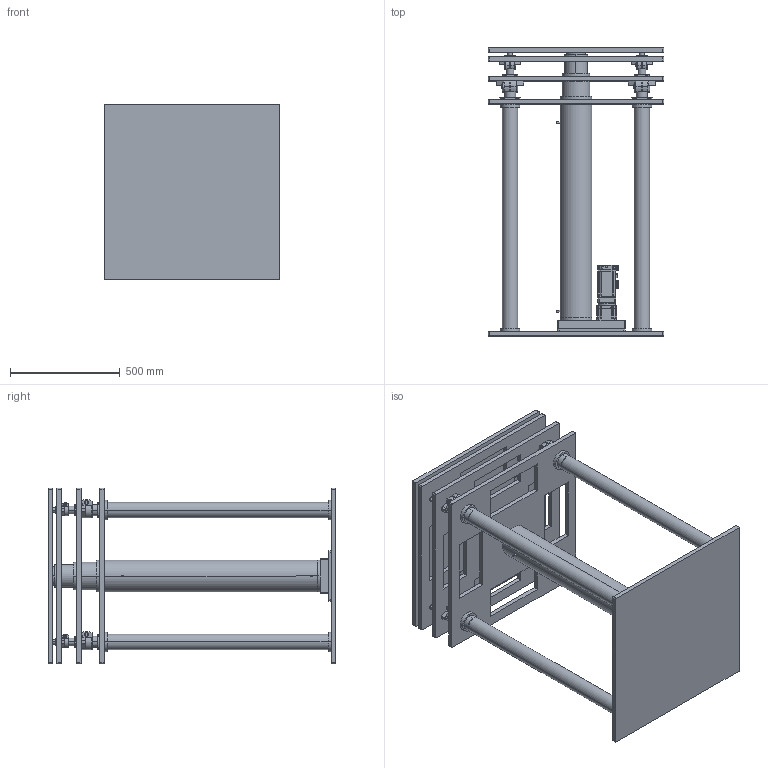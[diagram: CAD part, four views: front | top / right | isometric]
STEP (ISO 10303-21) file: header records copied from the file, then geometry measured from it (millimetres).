
FILE_DESCRIPTION (( 'STEP AP203' ), '1' );
FILE_NAME ('RLDSJ145-15HB-6KN-R2700-S3-50mm-s.STEP', '2025-01-03T00:50:49', ( '微软用户' ), ( '微软中国' ), 'SwSTEP 2.0', 'SolidWorks 2022', '' );
FILE_SCHEMA (( 'CONFIG_CONTROL_DESIGN' ));
Length unit declared in the file: millimetre
Products named in the file (55): 复件 240222-ZQ-35导柱^RLDSJ145-15HB-6KN-R2700-S3-50mm-s; 复件 240222-ZQ-50导柱^RLDSJ145-15HB-6KN-R2700-S3-50mm-s; 复件 240222-ZQ-143多节缸箱体盖板^RLDSJ145-15HB-6KN-R2700-S3-50mm-s; 复件 零件^RLDSJ145-15HB-6KN-R2700-S3-50mm-s; 1-295230_1_1_1.stp; _1-SO-740050001_1_1_1.stp; 复件 240222-ZQ-70导柱^RLDSJ145-15HB-6KN-R2700-S3-50mm-s; MS1H4-75B30CB-(x)334Z.stp; RLDSJ145-15HB-6KN-R2700-S3-50mm-s; 22060240_3_1_1_1.stp; 复件 240222-ZQ-143缸多节缸第二节缸筒^RLDSJ145-15HB-6KN-R2700-S3-50mm-s; 复件 SHHSA-35^RLDSJ145-15HB-6KN-R2700-S3-50mm-s; _1-SO-417760001_1_1_1.stp; 复件 240222-ZQ-143缸多节缸第四节缸筒^RLDSJ145-15HB-6KN-R2700-S3-50mm-s; 复件 底板^RLDSJ145-15HB-6KN-R2700-S3-50mm-s; 复件 OLBM-D20-L50^RLDSJ145-15HB-6KN-R2700-S3-50mm-s; 31090527--1-SOL000_1_1_1_1.stp; 21E8-005-1073-P4_1_1_1_1.stp; _1-SO-158220001_1_1_1.stp; 复件 OLBM-D35-L50^RLDSJ145-15HB-6KN-R2700-S3-50mm-s; _1-SO-731880001_1_1_1.stp; 复件 240222-ZQ-143缸多节缸轴承座^RLDSJ145-15HB-6KN-R2700-S3-50mm-s; 复件 SHHSA-50_base^复件 SHHSA-50_RLDSJ145-15HB-6KN-R2700-S3-50mm-s; _1-SO-403340001_1_1_1.stp; MS1H4-75B30CB-A334Z_ASM_1-37904_ASM.stp; 31740002--1-SOLI00_1_1_1_1.stp; _1-SO-404410001_1_1_1.stp; 复件 SHHSA-50^RLDSJ145-15HB-6KN-R2700-S3-50mm-s; _1-SO-742120001_1_1_1.stp; _1-SO-421760001_1_1_1.stp; _1-SO-95990001_1_1_1.stp; _1-SO-573050001_1_1_1.stp; 复件 SHHSA_SCA-M12-L50^复件 SHHSA-50_RLDSJ145-15HB-6KN-R2700-S3-50mm-s; 复件 240222-ZQ-20导柱^RLDSJ145-15HB-6KN-R2700-S3-50mm-s; 30_1_1_1_1.stp; 复件 OLBM-D50-L70^RLDSJ145-15HB-6KN-R2700-S3-50mm-s; PGH90-L1-19-70-90-M6-A22; MS1H4-75B30CB-A334Z_ASM_1-37940_ASM.stp; 22010113--1-SOLI00_1_1_1_1.stp; 1-543110_1_1_1.stp ...
Assembly tree (89 placements, depth 8):
  RLDSJ145-15HB-6KN-R2700-S3-50mm-s
    复件 240222-ZQ-143多节缸箱体盖板^RLDSJ145-15HB-6KN-R2700-S3-50mm-s
    复件 240222-ZQ-143缸多节缸第二节缸筒^RLDSJ145-15HB-6KN-R2700-S3-50mm-s
    复件 240222-ZQ-143缸多节缸第三节缸筒1^RLDSJ145-15HB-6KN-R2700-S3-50mm-s
    复件 240222-ZQ-143缸多节缸第四节缸筒^RLDSJ145-15HB-6KN-R2700-S3-50mm-s
    复件 240222-ZQ-143缸多节缸第一节缸筒^RLDSJ145-15HB-6KN-R2700-S3-50mm-s
    复件 240222-ZQ-143缸多节缸轴承座^RLDSJ145-15HB-6KN-R2700-S3-50mm-s
    复件 底板^RLDSJ145-15HB-6KN-R2700-S3-50mm-s
    复件 240222-ZQ-20导柱^RLDSJ145-15HB-6KN-R2700-S3-50mm-s  x4
    复件 240222-ZQ-35导柱^RLDSJ145-15HB-6KN-R2700-S3-50mm-s  x4
    复件 240222-ZQ-50导柱^RLDSJ145-15HB-6KN-R2700-S3-50mm-s  x4
    复件 240222-ZQ-70导柱^RLDSJ145-15HB-6KN-R2700-S3-50mm-s  x4
    复件 零件^RLDSJ145-15HB-6KN-R2700-S3-50mm-s  x8
    复件 OLBM-D20-L50^RLDSJ145-15HB-6KN-R2700-S3-50mm-s  x4
    复件 OLBM-D35-L50^RLDSJ145-15HB-6KN-R2700-S3-50mm-s  x4
    复件 OLBM-D50-L70^RLDSJ145-15HB-6KN-R2700-S3-50mm-s  x4
    复件 SHHSA-35^RLDSJ145-15HB-6KN-R2700-S3-50mm-s  x4
      复件 SHHSA-35_base^复件 SHHSA-35_RLDSJ145-15HB-6KN-R2700-S3-50mm-s
      复件 SHHSA_SCA-M8-L35^复件 SHHSA-35_RLDSJ145-15HB-6KN-R2700-S3-50mm-s
    复件 SHHSA-50^RLDSJ145-15HB-6KN-R2700-S3-50mm-s  x4
      复件 SHHSA-50_base^复件 SHHSA-50_RLDSJ145-15HB-6KN-R2700-S3-50mm-s
      复件 SHHSA_SCA-M12-L50^复件 SHHSA-50_RLDSJ145-15HB-6KN-R2700-S3-50mm-s
    PGH90-L1-19-70-90-M6-A22
    750W-3000带刹车
      MS1H4-75B30CB-(x)334Z.stp
        MS1H4-75B30CB-A334Z-S_ASM_1_ASM.stp
          MS1H4-75B30CB-A334Z_ASM_1-37940_ASM.stp
            MS1H4-75B30CB-A334Z_ASM_1-37904_ASM.stp
              MS1H4-75B30CB-A334Z_1_ASM_1_ASM_ASM.stp
                _1-SO-93600001_1_1_1.stp
                _1-SO-95990001_1_1_1.stp
                _1-SO-158220001_1_1_1.stp
                31090527--1-SOL000_1_1_1_1.stp
                1-295230_1_1_1.stp
                31740002--1-SOLI00_1_1_1_1.stp
                _1-SO-403340001_1_1_1.stp
                _1-SO-404410001_1_1_1.stp
                31090537--1-SOL000_1_1_1_1.stp
                _80-1-SO0001_1_1_1_1.stp
                _1-SO-417070001_1_1_1.stp
                _1-SO-417760001_1_1_1.stp
                _1-SO-421760001_1_1_1.stp
                _1-SO-424920001_1_1_1.stp
                30_1_1_1_1.stp
                1-543110_1_1_1.stp
                _1-SO-573050001_1_1_1.stp
                31090651--MS1H4-750001_1_1_1.stp
                22010113--1-SOLI00_1_1_1_1.stp
                _1-SO-731880001_1_1_1.stp
                _1-SO-740050001_1_1_1.stp
                _1-SO-742120001_1_1_1.stp
                _1-SO-983650001_1_1_1.stp
          21E8-005-1072-P4_1_1_1_1.stp
          21E8-005-1073-P4_1_1_1_1.stp
          22060240_3_1_1_1.stp  x2
Bounding box: 800 x 1310 x 800 mm (x, y, z)
Volume: 75897045.6 mm3; surface area: 13778094.2 mm2
Topology: 105 solids, 109 shells, 4572 faces, 11783 edges, 7676 vertices
Faces by surface type: plane 2400, cylinder 1544, cone 300, torus 251, bspline 69, sphere 8
Entity records: 109413 total; most frequent: CARTESIAN_POINT 25687, DIRECTION 16239, ORIENTED_EDGE 15912, EDGE_CURVE 7960, AXIS2_PLACEMENT_3D 5687, VERTEX_POINT 5194, VECTOR 4865, LINE 4865
